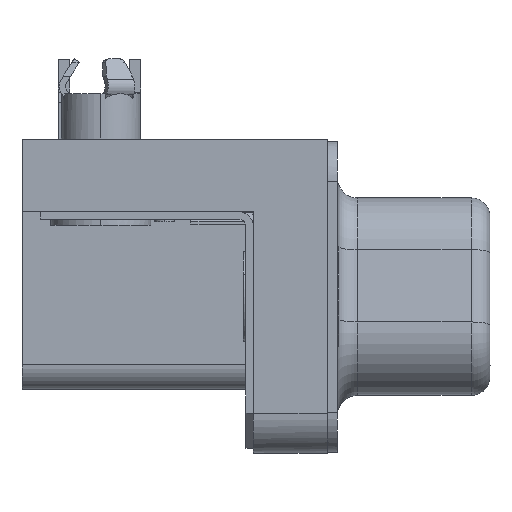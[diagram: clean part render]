
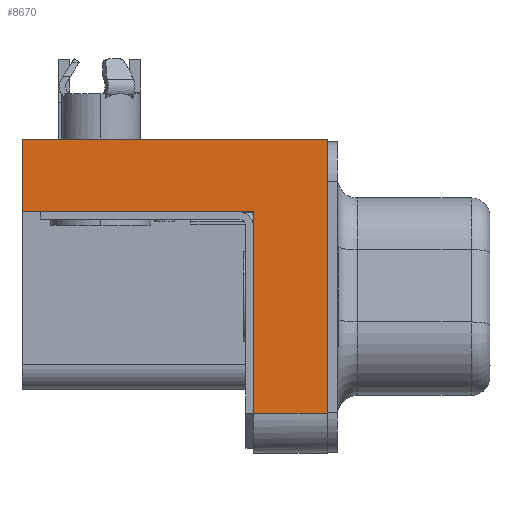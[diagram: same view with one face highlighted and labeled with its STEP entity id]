
A CAD part, left-side view. The second image highlights one B-rep face of the part: STEP entity #8670.
In plain terms, the highlighted planar face has unit normal (-1, 0, 0).
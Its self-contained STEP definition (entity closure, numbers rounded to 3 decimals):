
#3531 = VERTEX_POINT('',#3532);
#3532 = CARTESIAN_POINT('',(-15.405,2.95,-2.9));
#3538 = EDGE_CURVE('',#3539,#3531,#3541,.T.);
#3539 = VERTEX_POINT('',#3540);
#3540 = CARTESIAN_POINT('',(-15.405,2.95,-10.95));
#3541 = LINE('',#3542,#3543);
#3542 = CARTESIAN_POINT('',(-15.405,2.95,-10.95));
#3543 = VECTOR('',#3544,1.);
#3544 = DIRECTION('',(0.,0.,1.));
#4597 = VERTEX_POINT('',#4598);
#4598 = CARTESIAN_POINT('',(-15.405,12.2,-2.9));
#4604 = EDGE_CURVE('',#3531,#4597,#4605,.T.);
#4605 = LINE('',#4606,#4607);
#4606 = CARTESIAN_POINT('',(-15.405,2.95,-2.9));
#4607 = VECTOR('',#4608,1.);
#4608 = DIRECTION('',(0.,1.,0.));
#8599 = EDGE_CURVE('',#8600,#3539,#8602,.T.);
#8600 = VERTEX_POINT('',#8601);
#8601 = CARTESIAN_POINT('',(-15.405,0.,-10.95));
#8602 = LINE('',#8603,#8604);
#8603 = CARTESIAN_POINT('',(-15.405,0.,-10.95));
#8604 = VECTOR('',#8605,1.);
#8605 = DIRECTION('',(0.,1.,0.));
#8634 = EDGE_CURVE('',#8600,#8635,#8637,.T.);
#8635 = VERTEX_POINT('',#8636);
#8636 = CARTESIAN_POINT('',(-15.405,0.,-1.313));
#8637 = LINE('',#8638,#8639);
#8638 = CARTESIAN_POINT('',(-15.405,0.,-10.95));
#8639 = VECTOR('',#8640,1.);
#8640 = DIRECTION('',(0.,0.,1.));
#8670 = ADVANCED_FACE('',(#8671),#8699,.T.);
#8671 = FACE_BOUND('',#8672,.F.);
#8672 = EDGE_LOOP('',(#8673,#8674,#8675,#8676,#8677,#8685,#8693));
#8673 = ORIENTED_EDGE('',*,*,#8634,.F.);
#8674 = ORIENTED_EDGE('',*,*,#8599,.T.);
#8675 = ORIENTED_EDGE('',*,*,#3538,.T.);
#8676 = ORIENTED_EDGE('',*,*,#4604,.T.);
#8677 = ORIENTED_EDGE('',*,*,#8678,.T.);
#8678 = EDGE_CURVE('',#4597,#8679,#8681,.T.);
#8679 = VERTEX_POINT('',#8680);
#8680 = CARTESIAN_POINT('',(-15.405,12.2,0.));
#8681 = LINE('',#8682,#8683);
#8682 = CARTESIAN_POINT('',(-15.405,12.2,-2.9));
#8683 = VECTOR('',#8684,1.);
#8684 = DIRECTION('',(0.,0.,1.));
#8685 = ORIENTED_EDGE('',*,*,#8686,.F.);
#8686 = EDGE_CURVE('',#8687,#8679,#8689,.T.);
#8687 = VERTEX_POINT('',#8688);
#8688 = CARTESIAN_POINT('',(-15.405,0.,0.));
#8689 = LINE('',#8690,#8691);
#8690 = CARTESIAN_POINT('',(-15.405,0.,0.));
#8691 = VECTOR('',#8692,1.);
#8692 = DIRECTION('',(0.,1.,0.));
#8693 = ORIENTED_EDGE('',*,*,#8694,.F.);
#8694 = EDGE_CURVE('',#8635,#8687,#8695,.T.);
#8695 = LINE('',#8696,#8697);
#8696 = CARTESIAN_POINT('',(-15.405,0.,-1.313));
#8697 = VECTOR('',#8698,1.);
#8698 = DIRECTION('',(0.,0.,1.));
#8699 = PLANE('',#8700);
#8700 = AXIS2_PLACEMENT_3D('',#8701,#8702,#8703);
#8701 = CARTESIAN_POINT('',(-15.405,0.,-10.95));
#8702 = DIRECTION('',(-1.,0.,0.));
#8703 = DIRECTION('',(0.,0.,1.));
